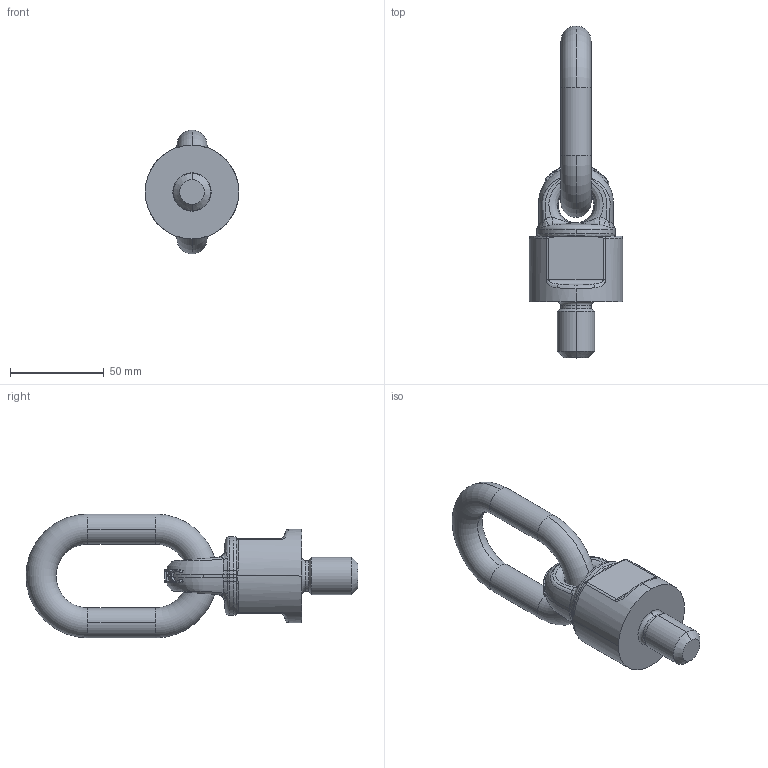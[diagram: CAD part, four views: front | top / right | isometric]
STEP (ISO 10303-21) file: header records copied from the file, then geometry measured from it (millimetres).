
FILE_DESCRIPTION(('STEP AP214'),'1');
FILE_NAME('c8000202030.stp','2018-01-22T13:28:38',('TraceParts'),('TraceParts S.A.'),'Spatial InterOp 3D',' ',' ');
FILE_SCHEMA(('automotive_design'));
Length unit declared in the file: millimetre
Products named in the file (3): c8000202030_1; c8000202030_2; c8000202030_3
Bounding box: 49.79 x 177 x 66 mm (x, y, z)
Volume: 137644.3 mm3; surface area: 32521.7 mm2
Topology: 3 solids, 3 shells, 269 faces, 795 edges, 519 vertices
Faces by surface type: bspline 127, plane 70, cylinder 52, torus 16, cone 4
Entity records: 24012 total; most frequent: CARTESIAN_POINT 15776, ORIENTED_EDGE 1566, DIRECTION 838, EDGE_CURVE 783, VERTEX_POINT 519, B_SPLINE_CURVE_WITH_KNOTS 412, AXIS2_PLACEMENT_3D 329, STYLED_ITEM 272
